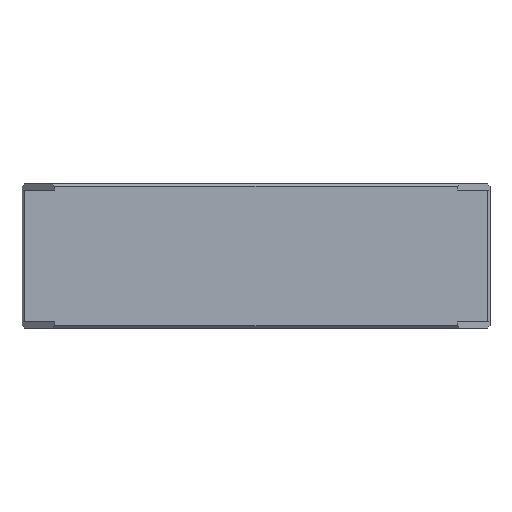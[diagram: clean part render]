
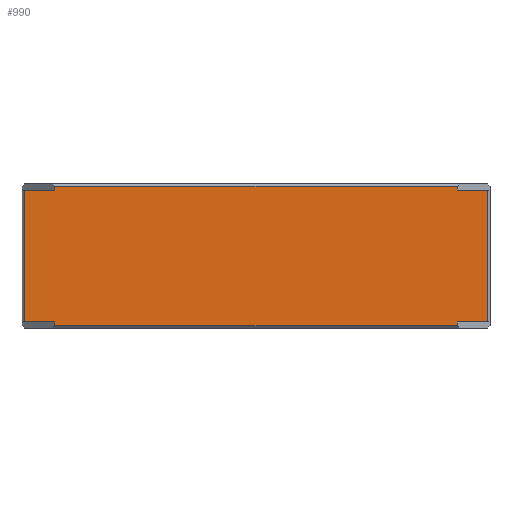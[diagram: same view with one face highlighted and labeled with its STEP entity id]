
A CAD part, left-side view. The second image highlights one B-rep face of the part: STEP entity #990.
In plain terms, the highlighted planar face has unit normal (-1, 0, 0).
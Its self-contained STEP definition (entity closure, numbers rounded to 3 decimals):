
#990=ADVANCED_FACE('',(#1342),#1116,.T.);
#1116=PLANE('',#5395);
#1342=FACE_OUTER_BOUND('',#1640,.T.);
#1640=EDGE_LOOP('',(#2963,#2964,#2965,#2966,#2967,#2968,#2969,#2970,#2971,
#2972,#2973,#2974));
#2963=ORIENTED_EDGE('',*,*,#4180,.T.);
#2964=ORIENTED_EDGE('',*,*,#4075,.F.);
#2965=ORIENTED_EDGE('',*,*,#4068,.F.);
#2966=ORIENTED_EDGE('',*,*,#4168,.T.);
#2967=ORIENTED_EDGE('',*,*,#4087,.T.);
#2968=ORIENTED_EDGE('',*,*,#4090,.F.);
#2969=ORIENTED_EDGE('',*,*,#4166,.T.);
#2970=ORIENTED_EDGE('',*,*,#4099,.T.);
#2971=ORIENTED_EDGE('',*,*,#4095,.F.);
#2972=ORIENTED_EDGE('',*,*,#4170,.T.);
#2973=ORIENTED_EDGE('',*,*,#4078,.T.);
#2974=ORIENTED_EDGE('',*,*,#4082,.T.);
#3422=VERTEX_POINT('',#8204);
#3423=VERTEX_POINT('',#8206);
#3425=VERTEX_POINT('',#8212);
#3431=VERTEX_POINT('',#8225);
#3432=VERTEX_POINT('',#8227);
#3435=VERTEX_POINT('',#8234);
#3439=VERTEX_POINT('',#8244);
#3440=VERTEX_POINT('',#8246);
#3442=VERTEX_POINT('',#8251);
#3446=VERTEX_POINT('',#8261);
#3447=VERTEX_POINT('',#8263);
#3450=VERTEX_POINT('',#8271);
#4068=EDGE_CURVE('',#3422,#3423,#4479,.T.);
#4075=EDGE_CURVE('',#3423,#3425,#4486,.T.);
#4078=EDGE_CURVE('',#3432,#3431,#4489,.T.);
#4082=EDGE_CURVE('',#3431,#3435,#4493,.T.);
#4087=EDGE_CURVE('',#3440,#3439,#4498,.T.);
#4090=EDGE_CURVE('',#3442,#3439,#4501,.T.);
#4095=EDGE_CURVE('',#3446,#3447,#4506,.T.);
#4099=EDGE_CURVE('',#3450,#3447,#4510,.T.);
#4166=EDGE_CURVE('',#3442,#3450,#4551,.T.);
#4168=EDGE_CURVE('',#3422,#3440,#4553,.T.);
#4170=EDGE_CURVE('',#3446,#3432,#4555,.T.);
#4180=EDGE_CURVE('',#3435,#3425,#4561,.T.);
#4479=LINE('',#8205,#4868);
#4486=LINE('',#8219,#4875);
#4489=LINE('',#8226,#4878);
#4493=LINE('',#8235,#4882);
#4498=LINE('',#8245,#4887);
#4501=LINE('',#8252,#4890);
#4506=LINE('',#8262,#4895);
#4510=LINE('',#8270,#4899);
#4551=LINE('',#8446,#4940);
#4553=LINE('',#8449,#4942);
#4555=LINE('',#8452,#4944);
#4561=LINE('',#8475,#4950);
#4868=VECTOR('',#6443,1.);
#4875=VECTOR('',#6452,1.);
#4878=VECTOR('',#6457,1.);
#4882=VECTOR('',#6463,1.);
#4887=VECTOR('',#6470,1.);
#4890=VECTOR('',#6475,1.);
#4895=VECTOR('',#6482,1.);
#4899=VECTOR('',#6488,1.);
#4940=VECTOR('',#6637,1.);
#4942=VECTOR('',#6641,1.);
#4944=VECTOR('',#6645,1.);
#4950=VECTOR('',#6665,1.);
#5395=AXIS2_PLACEMENT_3D('',#8477,#6668,#6669);
#6443=DIRECTION('',(0.,1.,0.));
#6452=DIRECTION('',(0.,0.,-1.));
#6457=DIRECTION('',(0.,-1.,0.));
#6463=DIRECTION('',(0.,0.,-1.));
#6470=DIRECTION('',(0.,1.,0.));
#6475=DIRECTION('',(0.,0.,-1.));
#6482=DIRECTION('',(0.,-1.,0.));
#6488=DIRECTION('',(0.,0.,-1.));
#6637=DIRECTION('',(0.,1.,0.));
#6641=DIRECTION('',(0.,0.,1.));
#6645=DIRECTION('',(0.,0.,-1.));
#6665=DIRECTION('',(0.,-1.,0.));
#6668=DIRECTION('',(-1.,0.,0.));
#6669=DIRECTION('',(0.,0.,1.));
#8204=CARTESIAN_POINT('',(-148.,-176.,-196.));
#8205=CARTESIAN_POINT('',(-148.,-178.,-196.));
#8206=CARTESIAN_POINT('',(-148.,-153.,-196.));
#8212=CARTESIAN_POINT('',(-148.,-153.,-199.));
#8219=CARTESIAN_POINT('',(-148.,-153.,-196.));
#8225=CARTESIAN_POINT('',(-148.,153.,-196.));
#8226=CARTESIAN_POINT('',(-148.,178.,-196.));
#8227=CARTESIAN_POINT('',(-148.,176.,-196.));
#8234=CARTESIAN_POINT('',(-148.,153.,-199.));
#8235=CARTESIAN_POINT('',(-148.,153.,-196.));
#8244=CARTESIAN_POINT('',(-148.,-153.,-96.));
#8245=CARTESIAN_POINT('',(-148.,-178.,-96.));
#8246=CARTESIAN_POINT('',(-148.,-176.,-96.));
#8251=CARTESIAN_POINT('',(-148.,-153.,-93.));
#8252=CARTESIAN_POINT('',(-148.,-153.,-86.));
#8261=CARTESIAN_POINT('',(-148.,176.,-96.));
#8262=CARTESIAN_POINT('',(-148.,178.,-96.));
#8263=CARTESIAN_POINT('',(-148.,153.,-96.));
#8270=CARTESIAN_POINT('',(-148.,153.,-86.));
#8271=CARTESIAN_POINT('',(-148.,153.,-93.));
#8446=CARTESIAN_POINT('',(-148.,0.,-93.));
#8449=CARTESIAN_POINT('',(-148.,-176.,-201.));
#8452=CARTESIAN_POINT('',(-148.,176.,-201.));
#8475=CARTESIAN_POINT('',(-148.,0.,-199.));
#8477=CARTESIAN_POINT('',(-148.,0.,-201.));
